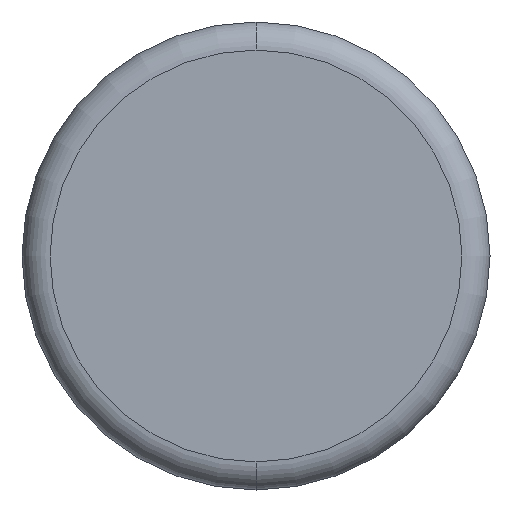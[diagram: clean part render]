
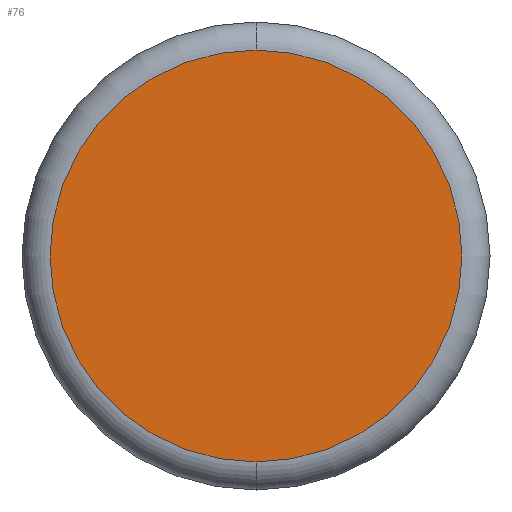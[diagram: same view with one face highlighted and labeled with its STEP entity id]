
A CAD part, front view. The second image highlights one B-rep face of the part: STEP entity #76.
In plain terms, the highlighted planar face has unit normal (0, -1, 0).
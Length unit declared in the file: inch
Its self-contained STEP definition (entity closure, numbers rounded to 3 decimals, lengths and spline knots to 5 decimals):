
#49 = ORIENTED_EDGE ( 'NONE', *, *, #257, .T. ) ;
#50 = DIRECTION ( 'NONE',  ( 0., -1., 0. ) ) ;
#70 = CARTESIAN_POINT ( 'NONE',  ( 0., 0., 0.22 ) ) ;
#76 = ADVANCED_FACE ( 'NONE', ( #333 ), #113, .T. ) ;
#96 = DIRECTION ( 'NONE',  ( 0., -1., 0. ) ) ;
#99 = CIRCLE ( 'NONE', #218, 0.22 ) ;
#113 = PLANE ( 'NONE',  #358 ) ;
#122 = CARTESIAN_POINT ( 'NONE',  ( 0., 0., -0.22 ) ) ;
#125 = AXIS2_PLACEMENT_3D ( 'NONE', #135, #219, #132 ) ;
#128 = VERTEX_POINT ( 'NONE', #70 ) ;
#132 = DIRECTION ( 'NONE',  ( 0., 0., -1. ) ) ;
#135 = CARTESIAN_POINT ( 'NONE',  ( 0., 0., 0. ) ) ;
#167 = CIRCLE ( 'NONE', #125, 0.22 ) ;
#191 = VERTEX_POINT ( 'NONE', #122 ) ;
#215 = CARTESIAN_POINT ( 'NONE',  ( 0., 0., 0. ) ) ;
#218 = AXIS2_PLACEMENT_3D ( 'NONE', #215, #96, #243 ) ;
#219 = DIRECTION ( 'NONE',  ( 0., -1., 0. ) ) ;
#226 = DIRECTION ( 'NONE',  ( 0., 0., -1. ) ) ;
#243 = DIRECTION ( 'NONE',  ( 0., 0., -1. ) ) ;
#257 = EDGE_CURVE ( 'NONE', #128, #191, #167, .T. ) ;
#287 = ORIENTED_EDGE ( 'NONE', *, *, #315, .T. ) ;
#309 = EDGE_LOOP ( 'NONE', ( #287, #49 ) ) ;
#315 = EDGE_CURVE ( 'NONE', #191, #128, #99, .T. ) ;
#333 = FACE_OUTER_BOUND ( 'NONE', #309, .T. ) ;
#358 = AXIS2_PLACEMENT_3D ( 'NONE', #388, #50, #226 ) ;
#388 = CARTESIAN_POINT ( 'NONE',  ( 0., 0., 0. ) ) ;
